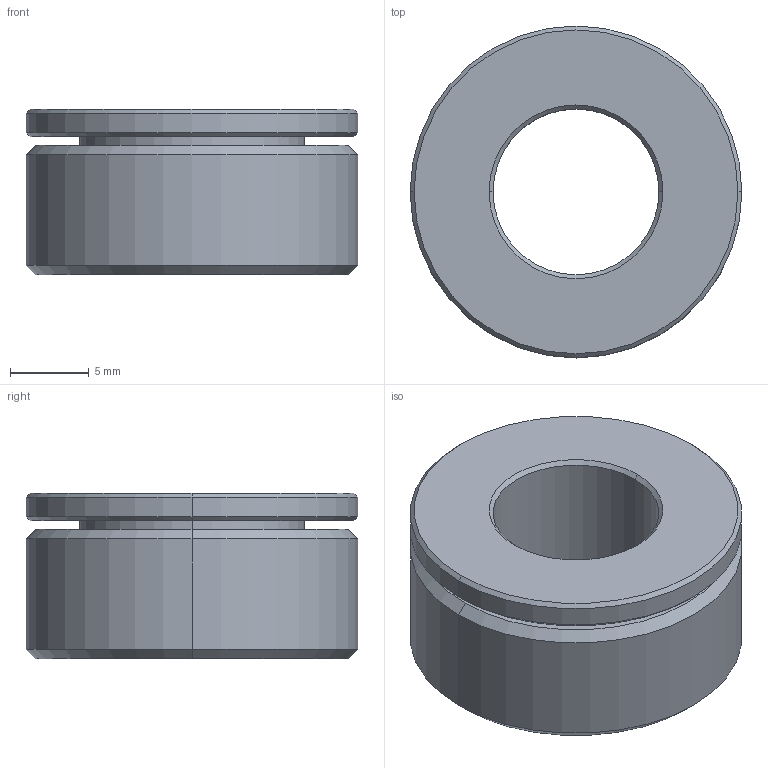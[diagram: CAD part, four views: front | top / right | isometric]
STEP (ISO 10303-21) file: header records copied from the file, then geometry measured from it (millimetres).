
FILE_DESCRIPTION(('STEP AP214'),'1');
FILE_NAME(' ',' ',('TraceParts'),('TraceParts S.A.'),'XStep 1.0',' ',' ');
FILE_SCHEMA(('automotive_design'));
Length unit declared in the file: millimetre
Products named in the file (1): 1
Bounding box: 21 x 21 x 10.5 mm (x, y, z)
Volume: 2188.4 mm3; surface area: 2555.9 mm2
Topology: 1 solids, 1 shells, 43 faces, 86 edges, 50 vertices
Faces by surface type: cone 22, cylinder 14, plane 7
Entity records: 2158 total; most frequent: DIRECTION 224, CARTESIAN_POINT 180, STYLED_ITEM 179, PRESENTATION_STYLE_ASSIGNMENT 179, COLOUR_RGB 179, ORIENTED_EDGE 172, AXIS2_PLACEMENT_3D 94, EDGE_CURVE 86
